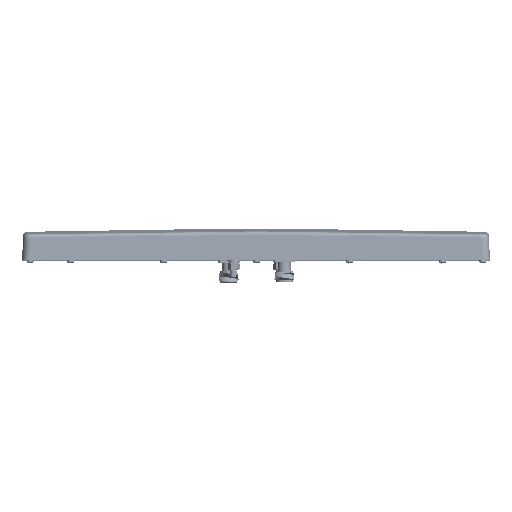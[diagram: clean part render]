
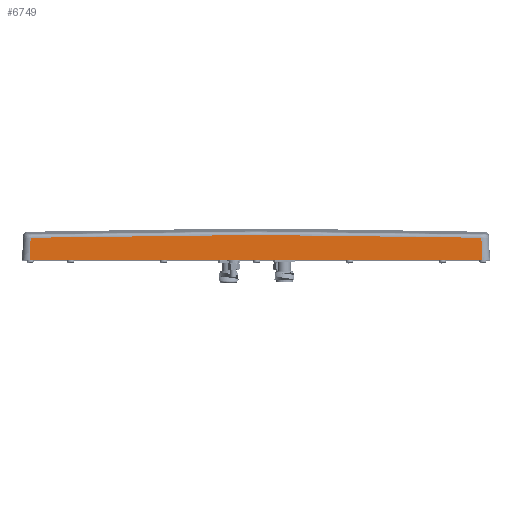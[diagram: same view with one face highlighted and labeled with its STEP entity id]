
A CAD part, top view. The second image highlights one B-rep face of the part: STEP entity #6749.
In plain terms, the highlighted planar face has unit normal (0, 0.049, 0.999).
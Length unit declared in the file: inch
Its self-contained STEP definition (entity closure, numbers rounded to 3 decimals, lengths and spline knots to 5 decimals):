
#62 = DIRECTION ( 'NONE',  ( 0.049, -0.998, 0.049 ) ) ;
#587 = VERTEX_POINT ( 'NONE', #2165 ) ;
#1096 = B_SPLINE_CURVE_WITH_KNOTS ( 'NONE', 3,
 ( #21615, #21289, #8766, #6267, #31481, #15947 ),
 .UNSPECIFIED., .F., .F.,
 ( 4, 2, 4 ),
 ( 0., 0.5, 1. ),
 .UNSPECIFIED. ) ;
#2165 = CARTESIAN_POINT ( 'NONE',  ( -7.01326, 0.69662, 7.2492 ) ) ;
#4885 = ORIENTED_EDGE ( 'NONE', *, *, #21582, .F. ) ;
#5136 = DIRECTION ( 'NONE',  ( 0.049, 0.998, -0.049 ) ) ;
#5227 = CARTESIAN_POINT ( 'NONE',  ( 7.01326, 0.69662, 7.2492 ) ) ;
#5297 = LINE ( 'NONE', #18647, #31065 ) ;
#5798 = FACE_OUTER_BOUND ( 'NONE', #32566, .T. ) ;
#6267 = CARTESIAN_POINT ( 'NONE',  ( 2.33816, 0.7833, 7.24494 ) ) ;
#6296 = CARTESIAN_POINT ( 'NONE',  ( 0., 0.3574, 7.26588 ) ) ;
#6749 = ADVANCED_FACE ( 'NONE', ( #5798 ), #18484, .F. ) ;
#8412 = EDGE_CURVE ( 'NONE', #12871, #587, #5297, .T. ) ;
#8650 = EDGE_CURVE ( 'NONE', #23823, #27632, #17955, .T. ) ;
#8766 = CARTESIAN_POINT ( 'NONE',  ( -2.33794, 0.7833, 7.24494 ) ) ;
#8874 = VECTOR ( 'NONE', #29837, 39.37008 ) ;
#11184 = ORIENTED_EDGE ( 'NONE', *, *, #8650, .F. ) ;
#11269 = VECTOR ( 'NONE', #62, 39.37008 ) ;
#12871 = VERTEX_POINT ( 'NONE', #17443 ) ;
#15947 = CARTESIAN_POINT ( 'NONE',  ( 7.01326, 0.69662, 7.2492 ) ) ;
#16180 = EDGE_CURVE ( 'NONE', #27632, #12871, #32654, .T. ) ;
#17443 = CARTESIAN_POINT ( 'NONE',  ( -7.04753, 0., 7.28346 ) ) ;
#17955 = LINE ( 'NONE', #25801, #11269 ) ;
#18484 = PLANE ( 'NONE',  #32728 ) ;
#18647 = CARTESIAN_POINT ( 'NONE',  ( -7.04753, 0., 7.28346 ) ) ;
#19630 = CARTESIAN_POINT ( 'NONE',  ( 0., 0., 7.28346 ) ) ;
#21289 = CARTESIAN_POINT ( 'NONE',  ( -4.67592, 0.75419, 7.24637 ) ) ;
#21582 = EDGE_CURVE ( 'NONE', #587, #23823, #1096, .T. ) ;
#21615 = CARTESIAN_POINT ( 'NONE',  ( -7.01326, 0.69662, 7.2492 ) ) ;
#22676 = ORIENTED_EDGE ( 'NONE', *, *, #8412, .F. ) ;
#23417 = ORIENTED_EDGE ( 'NONE', *, *, #16180, .F. ) ;
#23823 = VERTEX_POINT ( 'NONE', #5227 ) ;
#23987 = DIRECTION ( 'NONE',  ( 0., -0.049, -0.999 ) ) ;
#24646 = CARTESIAN_POINT ( 'NONE',  ( 7.04753, 0., 7.28346 ) ) ;
#25801 = CARTESIAN_POINT ( 'NONE',  ( 7.01302, 0.70152, 7.24896 ) ) ;
#26827 = DIRECTION ( 'NONE',  ( 0., 0.999, -0.049 ) ) ;
#27632 = VERTEX_POINT ( 'NONE', #24646 ) ;
#29837 = DIRECTION ( 'NONE',  ( -1., 0., 0. ) ) ;
#31065 = VECTOR ( 'NONE', #5136, 39.37008 ) ;
#31481 = CARTESIAN_POINT ( 'NONE',  ( 4.67594, 0.75419, 7.24637 ) ) ;
#32566 = EDGE_LOOP ( 'NONE', ( #4885, #22676, #23417, #11184 ) ) ;
#32654 = LINE ( 'NONE', #19630, #8874 ) ;
#32728 = AXIS2_PLACEMENT_3D ( 'NONE', #6296, #23987, #26827 ) ;
